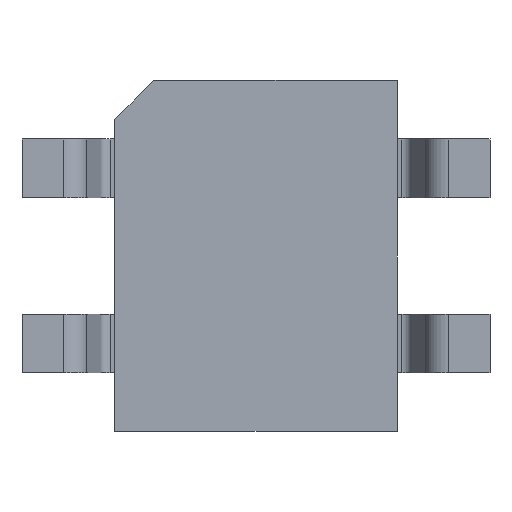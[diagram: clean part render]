
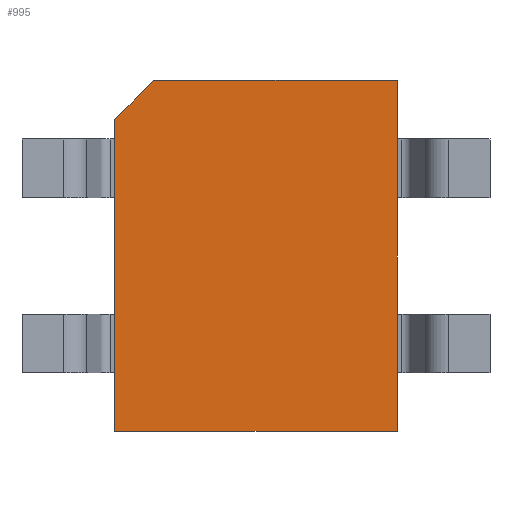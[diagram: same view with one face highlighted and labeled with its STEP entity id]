
A CAD part, front view. The second image highlights one B-rep face of the part: STEP entity #995.
In plain terms, the highlighted planar face has unit normal (0, -1, 0).
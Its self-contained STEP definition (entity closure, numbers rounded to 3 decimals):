
#19 = CARTESIAN_POINT ( 'NONE',  ( -1.05, 0., 1.8 ) ) ;
#25 = VERTEX_POINT ( 'NONE', #683 ) ;
#160 = ORIENTED_EDGE ( 'NONE', *, *, #733, .F. ) ;
#447 = LINE ( 'NONE', #984, #3209 ) ;
#683 = CARTESIAN_POINT ( 'NONE',  ( 1.45, 0., -1.8 ) ) ;
#733 = EDGE_CURVE ( 'NONE', #2767, #25, #1297, .T. ) ;
#770 = EDGE_CURVE ( 'NONE', #25, #2334, #1148, .T. ) ;
#835 = DIRECTION ( 'NONE',  ( -1., 0., 0. ) ) ;
#984 = CARTESIAN_POINT ( 'NONE',  ( -1.05, 0., 1.8 ) ) ;
#995 = ADVANCED_FACE ( 'NONE', ( #1674 ), #2698, .T. ) ;
#1042 = EDGE_LOOP ( 'NONE', ( #160, #2702, #1963, #1935, #1683 ) ) ;
#1148 = LINE ( 'NONE', #2665, #2024 ) ;
#1161 = EDGE_CURVE ( 'NONE', #2759, #2767, #1971, .T. ) ;
#1288 = VECTOR ( 'NONE', #2728, 1000. ) ;
#1297 = LINE ( 'NONE', #2313, #3254 ) ;
#1353 = VECTOR ( 'NONE', #1798, 1000. ) ;
#1513 = DIRECTION ( 'NONE',  ( 0., -1., 0. ) ) ;
#1660 = CARTESIAN_POINT ( 'NONE',  ( -1.45, 0., -1.8 ) ) ;
#1674 = FACE_OUTER_BOUND ( 'NONE', #1042, .T. ) ;
#1683 = ORIENTED_EDGE ( 'NONE', *, *, #770, .F. ) ;
#1770 = VERTEX_POINT ( 'NONE', #2919 ) ;
#1798 = DIRECTION ( 'NONE',  ( 0., 0., 1. ) ) ;
#1856 = AXIS2_PLACEMENT_3D ( 'NONE', #2071, #1513, #2828 ) ;
#1935 = ORIENTED_EDGE ( 'NONE', *, *, #2852, .F. ) ;
#1963 = ORIENTED_EDGE ( 'NONE', *, *, #2151, .F. ) ;
#1971 = LINE ( 'NONE', #2480, #1288 ) ;
#1996 = LINE ( 'NONE', #2545, #1353 ) ;
#2024 = VECTOR ( 'NONE', #835, 1000. ) ;
#2071 = CARTESIAN_POINT ( 'NONE',  ( 0., 0., 0. ) ) ;
#2151 = EDGE_CURVE ( 'NONE', #1770, #2759, #447, .T. ) ;
#2236 = DIRECTION ( 'NONE',  ( 0.707, 0., 0.707 ) ) ;
#2313 = CARTESIAN_POINT ( 'NONE',  ( 1.45, 0., -1.8 ) ) ;
#2334 = VERTEX_POINT ( 'NONE', #1660 ) ;
#2480 = CARTESIAN_POINT ( 'NONE',  ( 1.45, 0., 1.8 ) ) ;
#2532 = CARTESIAN_POINT ( 'NONE',  ( 1.45, 0., 1.8 ) ) ;
#2545 = CARTESIAN_POINT ( 'NONE',  ( -1.45, 0., -1.8 ) ) ;
#2665 = CARTESIAN_POINT ( 'NONE',  ( -1.45, 0., -1.8 ) ) ;
#2698 = PLANE ( 'NONE',  #1856 ) ;
#2702 = ORIENTED_EDGE ( 'NONE', *, *, #1161, .F. ) ;
#2728 = DIRECTION ( 'NONE',  ( 1., 0., 0. ) ) ;
#2759 = VERTEX_POINT ( 'NONE', #19 ) ;
#2767 = VERTEX_POINT ( 'NONE', #2532 ) ;
#2801 = DIRECTION ( 'NONE',  ( 0., 0., -1. ) ) ;
#2828 = DIRECTION ( 'NONE',  ( 0., 0., -1. ) ) ;
#2852 = EDGE_CURVE ( 'NONE', #2334, #1770, #1996, .T. ) ;
#2919 = CARTESIAN_POINT ( 'NONE',  ( -1.45, 0., 1.4 ) ) ;
#3209 = VECTOR ( 'NONE', #2236, 1000. ) ;
#3254 = VECTOR ( 'NONE', #2801, 1000. ) ;
